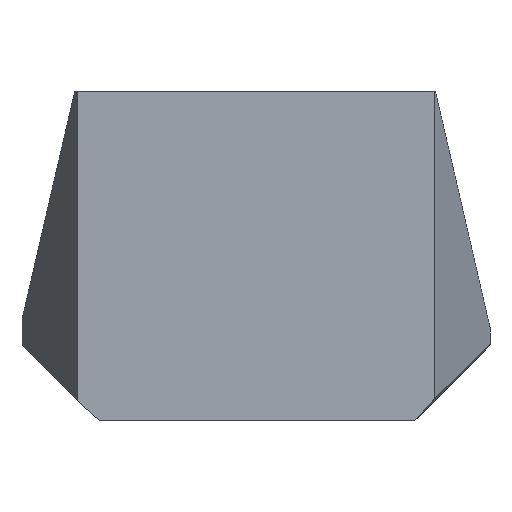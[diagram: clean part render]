
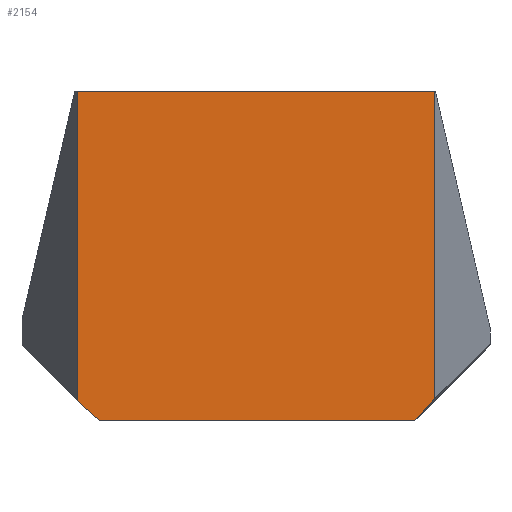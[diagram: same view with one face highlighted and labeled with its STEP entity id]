
A CAD part, front view. The second image highlights one B-rep face of the part: STEP entity #2154.
In plain terms, the highlighted planar face has unit normal (0, -1, 0).
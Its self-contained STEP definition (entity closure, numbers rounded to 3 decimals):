
#9 = AXIS2_PLACEMENT_3D ( 'NONE', #92, #1532, #2367 ) ;
#85 = LINE ( 'NONE', #1279, #857 ) ;
#92 = CARTESIAN_POINT ( 'NONE',  ( -17.184, -6.9, -6.896 ) ) ;
#106 = CARTESIAN_POINT ( 'NONE',  ( -15.059, -6.9, -6.667 ) ) ;
#146 = DIRECTION ( 'NONE',  ( 0.746, 0., -0.666 ) ) ;
#219 = EDGE_CURVE ( 'NONE', #1629, #2110, #2414, .T. ) ;
#259 = ORIENTED_EDGE ( 'NONE', *, *, #783, .T. ) ;
#324 = VERTEX_POINT ( 'NONE', #487 ) ;
#340 = VECTOR ( 'NONE', #2402, 1000. ) ;
#430 = DIRECTION ( 'NONE',  ( -1., 0., 0. ) ) ;
#464 = ORIENTED_EDGE ( 'NONE', *, *, #1928, .F. ) ;
#487 = CARTESIAN_POINT ( 'NONE',  ( -17.184, -6.9, -4.77 ) ) ;
#581 = VECTOR ( 'NONE', #2651, 1000. ) ;
#672 = VECTOR ( 'NONE', #146, 1000. ) ;
#700 = FACE_OUTER_BOUND ( 'NONE', #2234, .T. ) ;
#717 = CARTESIAN_POINT ( 'NONE',  ( -17.184, -6.9, 25. ) ) ;
#720 = EDGE_CURVE ( 'NONE', #952, #1629, #1820, .T. ) ;
#783 = EDGE_CURVE ( 'NONE', #324, #2055, #1385, .T. ) ;
#810 = ORIENTED_EDGE ( 'NONE', *, *, #1982, .T. ) ;
#857 = VECTOR ( 'NONE', #430, 1000. ) ;
#947 = LINE ( 'NONE', #2626, #2259 ) ;
#952 = VERTEX_POINT ( 'NONE', #1858 ) ;
#1039 = EDGE_CURVE ( 'NONE', #2110, #2430, #85, .T. ) ;
#1279 = CARTESIAN_POINT ( 'NONE',  ( -17.184, -6.9, 25. ) ) ;
#1298 = ORIENTED_EDGE ( 'NONE', *, *, #720, .T. ) ;
#1346 = LINE ( 'NONE', #2178, #340 ) ;
#1385 = LINE ( 'NONE', #2220, #672 ) ;
#1532 = DIRECTION ( 'NONE',  ( 0., 1., 0. ) ) ;
#1560 = DIRECTION ( 'NONE',  ( 1., 0., 0. ) ) ;
#1629 = VERTEX_POINT ( 'NONE', #2534 ) ;
#1753 = PLANE ( 'NONE',  #9 ) ;
#1815 = ORIENTED_EDGE ( 'NONE', *, *, #1039, .T. ) ;
#1820 = LINE ( 'NONE', #1845, #581 ) ;
#1845 = CARTESIAN_POINT ( 'NONE',  ( 15.869, -6.9, -6.015 ) ) ;
#1858 = CARTESIAN_POINT ( 'NONE',  ( 15.287, -6.9, -6.667 ) ) ;
#1928 = EDGE_CURVE ( 'NONE', #324, #2430, #1346, .T. ) ;
#1982 = EDGE_CURVE ( 'NONE', #2055, #952, #947, .T. ) ;
#2055 = VERTEX_POINT ( 'NONE', #106 ) ;
#2110 = VERTEX_POINT ( 'NONE', #2161 ) ;
#2154 = ADVANCED_FACE ( 'NONE', ( #700 ), #1753, .F. ) ;
#2161 = CARTESIAN_POINT ( 'NONE',  ( 17.184, -6.9, 25. ) ) ;
#2178 = CARTESIAN_POINT ( 'NONE',  ( -17.184, -6.9, -6.896 ) ) ;
#2220 = CARTESIAN_POINT ( 'NONE',  ( -16.93, -6.9, -4.997 ) ) ;
#2234 = EDGE_LOOP ( 'NONE', ( #810, #1298, #2469, #1815, #464, #259 ) ) ;
#2259 = VECTOR ( 'NONE', #1560, 1000. ) ;
#2355 = CARTESIAN_POINT ( 'NONE',  ( 17.184, -6.9, -6.896 ) ) ;
#2367 = DIRECTION ( 'NONE',  ( -1., 0., 0. ) ) ;
#2402 = DIRECTION ( 'NONE',  ( 0., 0., 1. ) ) ;
#2414 = LINE ( 'NONE', #2355, #2615 ) ;
#2430 = VERTEX_POINT ( 'NONE', #717 ) ;
#2469 = ORIENTED_EDGE ( 'NONE', *, *, #219, .T. ) ;
#2534 = CARTESIAN_POINT ( 'NONE',  ( 17.184, -6.9, -4.543 ) ) ;
#2594 = DIRECTION ( 'NONE',  ( 0., 0., 1. ) ) ;
#2615 = VECTOR ( 'NONE', #2594, 1000. ) ;
#2626 = CARTESIAN_POINT ( 'NONE',  ( -22.5, -6.9, -6.667 ) ) ;
#2651 = DIRECTION ( 'NONE',  ( 0.666, 0., 0.746 ) ) ;
